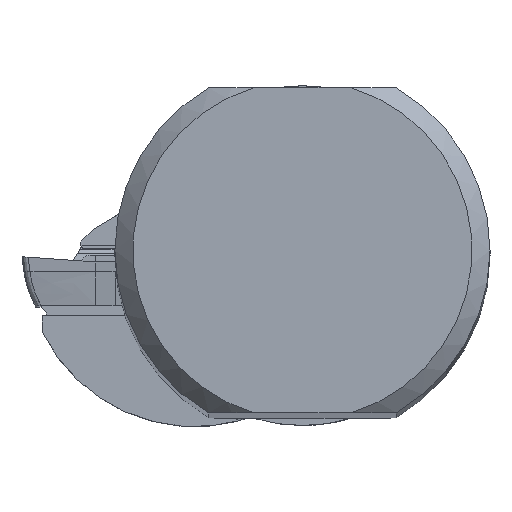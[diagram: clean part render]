
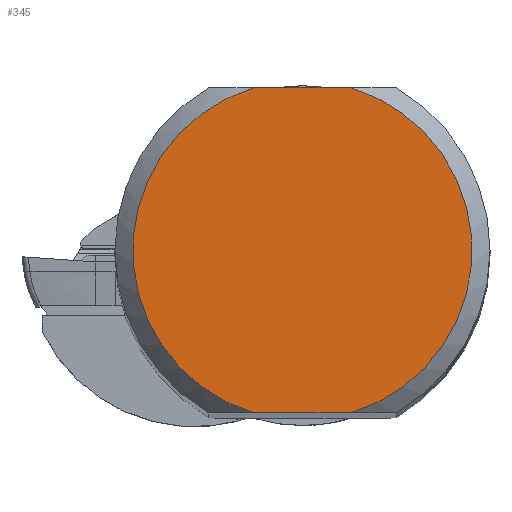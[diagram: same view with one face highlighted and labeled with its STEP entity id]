
A CAD part, top view. The second image highlights one B-rep face of the part: STEP entity #345.
In plain terms, the highlighted planar face has unit normal (0, 0, 1).
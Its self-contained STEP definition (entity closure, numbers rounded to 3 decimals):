
#165=PLANE('',#2224);
#345=ADVANCED_FACE('',(#492),#165,.F.);
#492=FACE_OUTER_BOUND('',#608,.T.);
#608=EDGE_LOOP('',(#1211,#1212,#1213,#1214));
#662=CIRCLE('',#2221,11.481);
#663=CIRCLE('',#2223,11.481);
#1211=ORIENTED_EDGE('',*,*,#1719,.T.);
#1212=ORIENTED_EDGE('',*,*,#1720,.F.);
#1213=ORIENTED_EDGE('',*,*,#1721,.T.);
#1214=ORIENTED_EDGE('',*,*,#1717,.F.);
#1430=VERTEX_POINT('',#3969);
#1431=VERTEX_POINT('',#3971);
#1432=VERTEX_POINT('',#3978);
#1433=VERTEX_POINT('',#3980);
#1717=EDGE_CURVE('',#1430,#1431,#662,.T.);
#1719=EDGE_CURVE('',#1430,#1432,#1877,.T.);
#1720=EDGE_CURVE('',#1433,#1432,#663,.T.);
#1721=EDGE_CURVE('',#1433,#1431,#1878,.T.);
#1877=LINE('',#3977,#2033);
#1878=LINE('',#3981,#2034);
#2033=VECTOR('',#2690,1.);
#2034=VECTOR('',#2693,1.);
#2221=AXIS2_PLACEMENT_3D('',#3970,#2686,#2687);
#2223=AXIS2_PLACEMENT_3D('',#3979,#2691,#2692);
#2224=AXIS2_PLACEMENT_3D('',#3982,#2694,#2695);
#2686=DIRECTION('',(0.,0.,-1.));
#2687=DIRECTION('',(-1.,0.,0.));
#2690=DIRECTION('',(1.,0.,0.));
#2691=DIRECTION('',(0.,0.,-1.));
#2692=DIRECTION('',(-1.,0.,0.));
#2693=DIRECTION('',(-1.,0.,0.));
#2694=DIRECTION('',(0.,0.,-1.));
#2695=DIRECTION('',(1.,0.,0.));
#3969=CARTESIAN_POINT('',(-3.295,-10.998,196.2));
#3970=CARTESIAN_POINT('',(0.,0.,196.2));
#3971=CARTESIAN_POINT('',(-3.295,10.998,196.2));
#3977=CARTESIAN_POINT('',(-8.,-10.998,196.2));
#3978=CARTESIAN_POINT('',(3.295,-10.998,196.2));
#3979=CARTESIAN_POINT('',(0.,0.,196.2));
#3980=CARTESIAN_POINT('',(3.295,10.998,196.2));
#3981=CARTESIAN_POINT('',(8.,10.998,196.2));
#3982=CARTESIAN_POINT('',(-11.481,0.,196.2));
